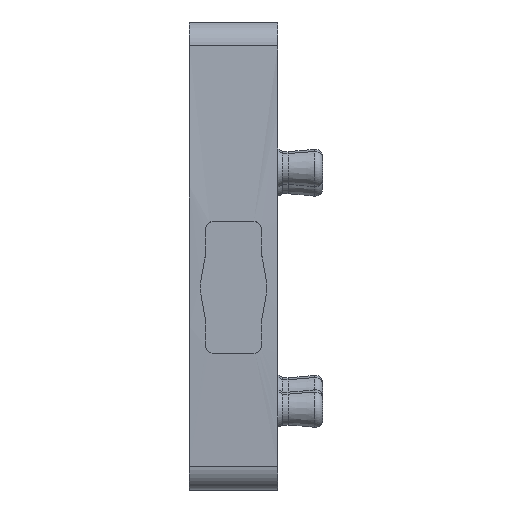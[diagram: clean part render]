
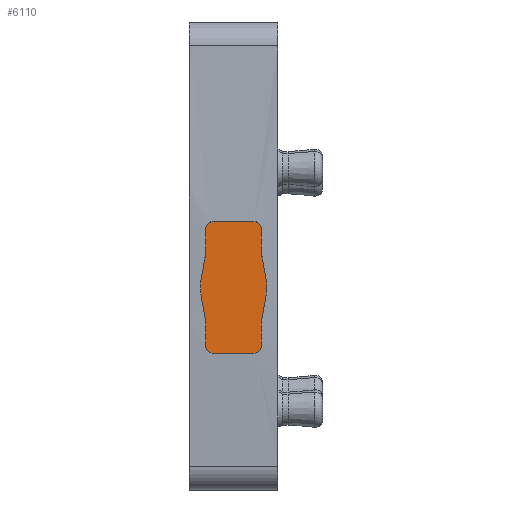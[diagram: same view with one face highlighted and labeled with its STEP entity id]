
A CAD part, top view. The second image highlights one B-rep face of the part: STEP entity #6110.
In plain terms, the highlighted planar face has unit normal (0, 0, 1).
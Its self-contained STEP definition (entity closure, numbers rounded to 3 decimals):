
#5393=AXIS2_PLACEMENT_3D('Circle Axis2P3D',#5391,#5392,$) ;
#5532=AXIS2_PLACEMENT_3D('Circle Axis2P3D',#5530,#5531,$) ;
#5580=AXIS2_PLACEMENT_3D('Circle Axis2P3D',#5578,#5579,$) ;
#5719=AXIS2_PLACEMENT_3D('Circle Axis2P3D',#5717,#5718,$) ;
#6090=AXIS2_PLACEMENT_3D('Plane Axis2P3D',#6087,#6088,#6089) ;
#5360=CARTESIAN_POINT('Line Origine',(1.75,5.405,43.7)) ;
#5364=CARTESIAN_POINT('Vertex',(2.55,5.405,43.7)) ;
#5366=CARTESIAN_POINT('Vertex',(0.95,5.405,43.7)) ;
#5391=CARTESIAN_POINT('Axis2P3D Location',(0.95,5.705,43.7)) ;
#5395=CARTESIAN_POINT('Vertex',(0.65,5.705,43.7)) ;
#5419=CARTESIAN_POINT('Vertex',(0.65,6.645,43.7)) ;
#5422=CARTESIAN_POINT('Line Origine',(0.65,6.175,43.7)) ;
#5443=CARTESIAN_POINT('Vertex',(0.45,7.78,43.7)) ;
#5446=CARTESIAN_POINT('Line Origine',(0.55,7.213,43.7)) ;
#5467=CARTESIAN_POINT('Vertex',(0.45,8.231,43.7)) ;
#5470=CARTESIAN_POINT('Line Origine',(0.45,8.005,43.7)) ;
#5487=CARTESIAN_POINT('Line Origine',(0.55,8.798,43.7)) ;
#5491=CARTESIAN_POINT('Vertex',(0.65,9.365,43.7)) ;
#5510=CARTESIAN_POINT('Vertex',(0.65,10.305,43.7)) ;
#5513=CARTESIAN_POINT('Line Origine',(0.65,9.835,43.7)) ;
#5530=CARTESIAN_POINT('Axis2P3D Location',(0.95,10.305,43.7)) ;
#5534=CARTESIAN_POINT('Vertex',(0.95,10.605,43.7)) ;
#5554=CARTESIAN_POINT('Line Origine',(1.75,10.605,43.7)) ;
#5558=CARTESIAN_POINT('Vertex',(2.55,10.605,43.7)) ;
#5578=CARTESIAN_POINT('Axis2P3D Location',(2.55,10.305,43.7)) ;
#5582=CARTESIAN_POINT('Vertex',(2.85,10.305,43.7)) ;
#5602=CARTESIAN_POINT('Line Origine',(2.85,9.835,43.7)) ;
#5606=CARTESIAN_POINT('Vertex',(2.85,9.365,43.7)) ;
#5630=CARTESIAN_POINT('Vertex',(3.05,8.231,43.7)) ;
#5633=CARTESIAN_POINT('Line Origine',(2.95,8.798,43.7)) ;
#5650=CARTESIAN_POINT('Line Origine',(3.05,8.005,43.7)) ;
#5654=CARTESIAN_POINT('Vertex',(3.05,7.78,43.7)) ;
#5674=CARTESIAN_POINT('Line Origine',(2.95,7.213,43.7)) ;
#5678=CARTESIAN_POINT('Vertex',(2.85,6.645,43.7)) ;
#5693=CARTESIAN_POINT('Line Origine',(2.85,6.175,43.7)) ;
#5697=CARTESIAN_POINT('Vertex',(2.85,5.705,43.7)) ;
#5717=CARTESIAN_POINT('Axis2P3D Location',(2.55,5.705,43.7)) ;
#6087=CARTESIAN_POINT('Axis2P3D Location',(0.,10.605,43.7)) ;
#5361=DIRECTION('Vector Direction',(-1.,0.,0.)) ;
#5392=DIRECTION('Axis2P3D Direction',(0.,0.,-1.)) ;
#5423=DIRECTION('Vector Direction',(0.,-1.,0.)) ;
#5447=DIRECTION('Vector Direction',(0.174,-0.985,0.)) ;
#5471=DIRECTION('Vector Direction',(0.,1.,0.)) ;
#5488=DIRECTION('Vector Direction',(0.174,0.985,0.)) ;
#5514=DIRECTION('Vector Direction',(0.,-1.,0.)) ;
#5531=DIRECTION('Axis2P3D Direction',(0.,0.,-1.)) ;
#5555=DIRECTION('Vector Direction',(-1.,0.,0.)) ;
#5579=DIRECTION('Axis2P3D Direction',(0.,0.,1.)) ;
#5603=DIRECTION('Vector Direction',(0.,-1.,0.)) ;
#5634=DIRECTION('Vector Direction',(-0.174,0.985,0.)) ;
#5651=DIRECTION('Vector Direction',(0.,1.,0.)) ;
#5675=DIRECTION('Vector Direction',(-0.174,-0.985,0.)) ;
#5694=DIRECTION('Vector Direction',(0.,-1.,0.)) ;
#5718=DIRECTION('Axis2P3D Direction',(0.,0.,1.)) ;
#6088=DIRECTION('Axis2P3D Direction',(0.,0.,1.)) ;
#6089=DIRECTION('Axis2P3D XDirection',(0.,-1.,0.)) ;
#5362=VECTOR('Line Direction',#5361,1.) ;
#5424=VECTOR('Line Direction',#5423,1.) ;
#5448=VECTOR('Line Direction',#5447,1.) ;
#5472=VECTOR('Line Direction',#5471,1.) ;
#5489=VECTOR('Line Direction',#5488,1.) ;
#5515=VECTOR('Line Direction',#5514,1.) ;
#5556=VECTOR('Line Direction',#5555,1.) ;
#5604=VECTOR('Line Direction',#5603,1.) ;
#5635=VECTOR('Line Direction',#5634,1.) ;
#5652=VECTOR('Line Direction',#5651,1.) ;
#5676=VECTOR('Line Direction',#5675,1.) ;
#5695=VECTOR('Line Direction',#5694,1.) ;
#6093=ORIENTED_EDGE('',*,*,#5368,.F.) ;
#6094=ORIENTED_EDGE('',*,*,#5721,.F.) ;
#6095=ORIENTED_EDGE('',*,*,#5699,.F.) ;
#6096=ORIENTED_EDGE('',*,*,#5680,.F.) ;
#6097=ORIENTED_EDGE('',*,*,#5656,.T.) ;
#6098=ORIENTED_EDGE('',*,*,#5637,.T.) ;
#6099=ORIENTED_EDGE('',*,*,#5608,.F.) ;
#6100=ORIENTED_EDGE('',*,*,#5584,.F.) ;
#6101=ORIENTED_EDGE('',*,*,#5560,.T.) ;
#6102=ORIENTED_EDGE('',*,*,#5536,.T.) ;
#6103=ORIENTED_EDGE('',*,*,#5517,.T.) ;
#6104=ORIENTED_EDGE('',*,*,#5493,.F.) ;
#6105=ORIENTED_EDGE('',*,*,#5474,.F.) ;
#6106=ORIENTED_EDGE('',*,*,#5450,.T.) ;
#6107=ORIENTED_EDGE('',*,*,#5426,.T.) ;
#6108=ORIENTED_EDGE('',*,*,#5397,.T.) ;
#6110=ADVANCED_FACE('MLD',(#6109),#6091,.T.) ;
#5394=CIRCLE('generated circle',#5393,0.3) ;
#5533=CIRCLE('generated circle',#5532,0.3) ;
#5581=CIRCLE('generated circle',#5580,0.3) ;
#5720=CIRCLE('generated circle',#5719,0.3) ;
#5368=EDGE_CURVE('',#5365,#5367,#5363,.T.) ;
#5397=EDGE_CURVE('',#5396,#5367,#5394,.F.) ;
#5426=EDGE_CURVE('',#5420,#5396,#5425,.T.) ;
#5450=EDGE_CURVE('',#5444,#5420,#5449,.T.) ;
#5474=EDGE_CURVE('',#5444,#5468,#5473,.T.) ;
#5493=EDGE_CURVE('',#5468,#5492,#5490,.T.) ;
#5517=EDGE_CURVE('',#5511,#5492,#5516,.T.) ;
#5536=EDGE_CURVE('',#5535,#5511,#5533,.F.) ;
#5560=EDGE_CURVE('',#5559,#5535,#5557,.T.) ;
#5584=EDGE_CURVE('',#5559,#5583,#5581,.F.) ;
#5608=EDGE_CURVE('',#5583,#5607,#5605,.T.) ;
#5637=EDGE_CURVE('',#5631,#5607,#5636,.T.) ;
#5656=EDGE_CURVE('',#5655,#5631,#5653,.T.) ;
#5680=EDGE_CURVE('',#5655,#5679,#5677,.T.) ;
#5699=EDGE_CURVE('',#5679,#5698,#5696,.T.) ;
#5721=EDGE_CURVE('',#5698,#5365,#5720,.F.) ;
#6092=EDGE_LOOP('',(#6093,#6094,#6095,#6096,#6097,#6098,#6099,#6100,#6101,#6102,#6103,#6104,#6105,#6106,#6107,#6108)) ;
#6109=FACE_OUTER_BOUND('',#6092,.T.) ;
#5363=LINE('Line',#5360,#5362) ;
#5425=LINE('Line',#5422,#5424) ;
#5449=LINE('Line',#5446,#5448) ;
#5473=LINE('Line',#5470,#5472) ;
#5490=LINE('Line',#5487,#5489) ;
#5516=LINE('Line',#5513,#5515) ;
#5557=LINE('Line',#5554,#5556) ;
#5605=LINE('Line',#5602,#5604) ;
#5636=LINE('Line',#5633,#5635) ;
#5653=LINE('Line',#5650,#5652) ;
#5677=LINE('Line',#5674,#5676) ;
#5696=LINE('Line',#5693,#5695) ;
#6091=PLANE('',#6090) ;
#5365=VERTEX_POINT('',#5364) ;
#5367=VERTEX_POINT('',#5366) ;
#5396=VERTEX_POINT('',#5395) ;
#5420=VERTEX_POINT('',#5419) ;
#5444=VERTEX_POINT('',#5443) ;
#5468=VERTEX_POINT('',#5467) ;
#5492=VERTEX_POINT('',#5491) ;
#5511=VERTEX_POINT('',#5510) ;
#5535=VERTEX_POINT('',#5534) ;
#5559=VERTEX_POINT('',#5558) ;
#5583=VERTEX_POINT('',#5582) ;
#5607=VERTEX_POINT('',#5606) ;
#5631=VERTEX_POINT('',#5630) ;
#5655=VERTEX_POINT('',#5654) ;
#5679=VERTEX_POINT('',#5678) ;
#5698=VERTEX_POINT('',#5697) ;
